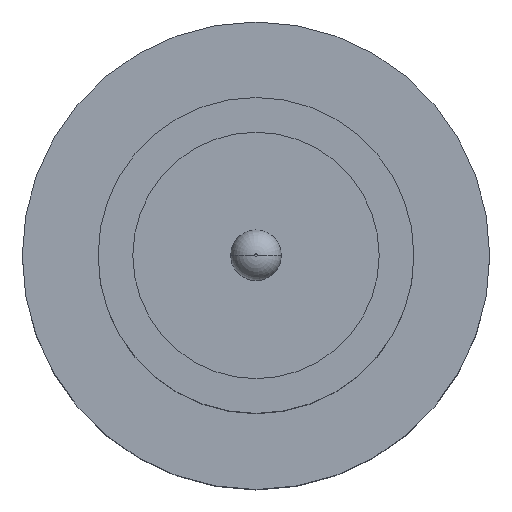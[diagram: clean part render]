
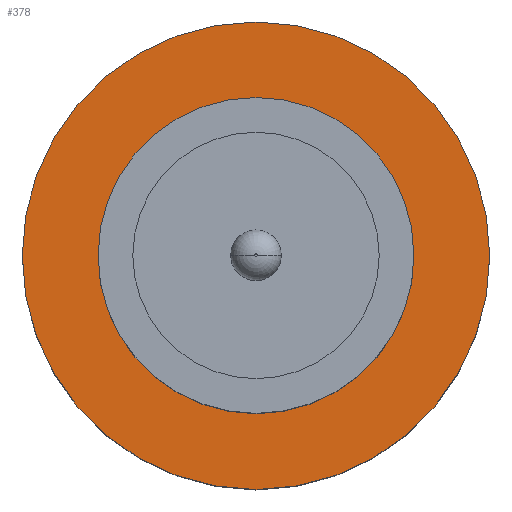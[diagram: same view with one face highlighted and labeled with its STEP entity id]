
A CAD part, top view. The second image highlights one B-rep face of the part: STEP entity #378.
In plain terms, the highlighted planar face has unit normal (0, 0, 1).
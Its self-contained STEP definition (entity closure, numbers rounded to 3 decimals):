
#6 = EDGE_LOOP ( 'NONE', ( #281, #30 ) ) ;
#30 = ORIENTED_EDGE ( 'NONE', *, *, #905, .F. ) ;
#33 = CIRCLE ( 'NONE', #51, 1.85 ) ;
#43 = CIRCLE ( 'NONE', #276, 1.25 ) ;
#51 = AXIS2_PLACEMENT_3D ( 'NONE', #187, #264, #123 ) ;
#56 = DIRECTION ( 'NONE',  ( 1., 0., 0. ) ) ;
#66 = ORIENTED_EDGE ( 'NONE', *, *, #331, .T. ) ;
#84 = CARTESIAN_POINT ( 'NONE',  ( 0., 0., 1.55 ) ) ;
#123 = DIRECTION ( 'NONE',  ( 1., 0., 0. ) ) ;
#141 = CARTESIAN_POINT ( 'NONE',  ( -1.85, 0., 1.55 ) ) ;
#187 = CARTESIAN_POINT ( 'NONE',  ( 0., 0., 1.55 ) ) ;
#197 = EDGE_CURVE ( 'NONE', #441, #436, #33, .T. ) ;
#202 = EDGE_CURVE ( 'NONE', #620, #792, #43, .T. ) ;
#203 = CIRCLE ( 'NONE', #743, 1.85 ) ;
#204 = AXIS2_PLACEMENT_3D ( 'NONE', #538, #607, #822 ) ;
#227 = DIRECTION ( 'NONE',  ( 1., 0., 0. ) ) ;
#233 = DIRECTION ( 'NONE',  ( 0., 0., 1. ) ) ;
#264 = DIRECTION ( 'NONE',  ( 0., 0., 1. ) ) ;
#276 = AXIS2_PLACEMENT_3D ( 'NONE', #841, #411, #56 ) ;
#281 = ORIENTED_EDGE ( 'NONE', *, *, #202, .F. ) ;
#331 = EDGE_CURVE ( 'NONE', #436, #441, #203, .T. ) ;
#366 = DIRECTION ( 'NONE',  ( 1., 0., 0. ) ) ;
#378 = ADVANCED_FACE ( 'NONE', ( #767, #799 ), #602, .T. ) ;
#411 = DIRECTION ( 'NONE',  ( 0., 0., 1. ) ) ;
#436 = VERTEX_POINT ( 'NONE', #508 ) ;
#441 = VERTEX_POINT ( 'NONE', #141 ) ;
#452 = CARTESIAN_POINT ( 'NONE',  ( 1.25, 0., 1.55 ) ) ;
#456 = ORIENTED_EDGE ( 'NONE', *, *, #197, .T. ) ;
#508 = CARTESIAN_POINT ( 'NONE',  ( 1.85, 0., 1.55 ) ) ;
#538 = CARTESIAN_POINT ( 'NONE',  ( 0., 0., 1.55 ) ) ;
#602 = PLANE ( 'NONE',  #204 ) ;
#607 = DIRECTION ( 'NONE',  ( 0., 0., 1. ) ) ;
#620 = VERTEX_POINT ( 'NONE', #452 ) ;
#622 = CIRCLE ( 'NONE', #868, 1.25 ) ;
#640 = EDGE_LOOP ( 'NONE', ( #456, #66 ) ) ;
#663 = DIRECTION ( 'NONE',  ( 0., 0., 1. ) ) ;
#743 = AXIS2_PLACEMENT_3D ( 'NONE', #84, #233, #366 ) ;
#767 = FACE_BOUND ( 'NONE', #6, .T. ) ;
#785 = CARTESIAN_POINT ( 'NONE',  ( -1.25, 0., 1.55 ) ) ;
#792 = VERTEX_POINT ( 'NONE', #785 ) ;
#799 = FACE_OUTER_BOUND ( 'NONE', #640, .T. ) ;
#801 = CARTESIAN_POINT ( 'NONE',  ( 0., 0., 1.55 ) ) ;
#822 = DIRECTION ( 'NONE',  ( 1., 0., 0. ) ) ;
#841 = CARTESIAN_POINT ( 'NONE',  ( 0., 0., 1.55 ) ) ;
#868 = AXIS2_PLACEMENT_3D ( 'NONE', #801, #663, #227 ) ;
#905 = EDGE_CURVE ( 'NONE', #792, #620, #622, .T. ) ;
